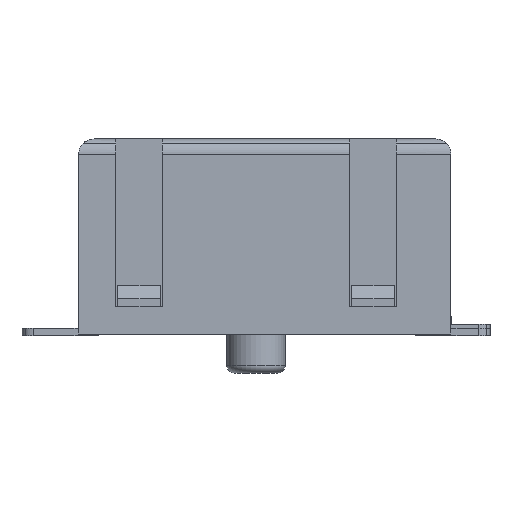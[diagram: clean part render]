
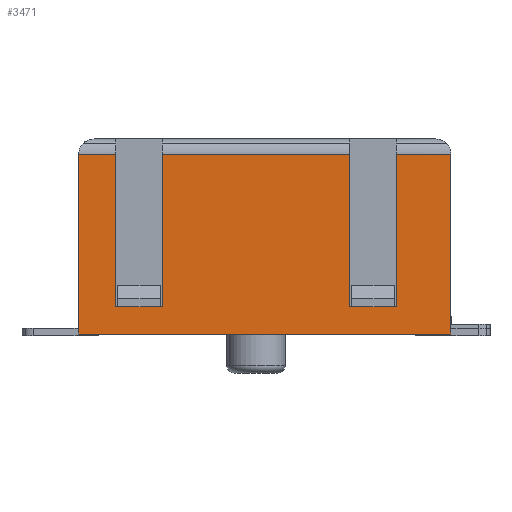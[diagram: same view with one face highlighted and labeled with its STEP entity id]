
A CAD part, left-side view. The second image highlights one B-rep face of the part: STEP entity #3471.
In plain terms, the highlighted planar face has unit normal (-1, 0, 0).
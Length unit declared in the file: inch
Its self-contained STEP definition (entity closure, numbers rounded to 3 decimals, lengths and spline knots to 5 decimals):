
#81 = EDGE_CURVE ( 'NONE', #10039, #10006, #6774, .T. ) ;
#129 = CARTESIAN_POINT ( 'NONE',  ( 2.6878, 2.70043, -0.86807 ) ) ;
#142 = CARTESIAN_POINT ( 'NONE',  ( 2.6878, 2.73783, -0.69878 ) ) ;
#202 = DIRECTION ( 'NONE',  ( 0., -1., 0. ) ) ;
#249 = CARTESIAN_POINT ( 'NONE',  ( 2.6878, 2.73783, -0.71452 ) ) ;
#475 = CARTESIAN_POINT ( 'NONE',  ( 2.6878, 2.46421, -0.86807 ) ) ;
#726 = VECTOR ( 'NONE', #9908, 39.37008 ) ;
#817 = DIRECTION ( 'NONE',  ( 0., 1., 0. ) ) ;
#1243 = VECTOR ( 'NONE', #14538, 39.37008 ) ;
#1373 = EDGE_CURVE ( 'NONE', #15807, #11703, #5329, .T. ) ;
#1615 = CARTESIAN_POINT ( 'NONE',  ( 2.6878, 2.46421, -0.71452 ) ) ;
#1739 = DIRECTION ( 'NONE',  ( 0., 1., 0. ) ) ;
#2095 = LINE ( 'NONE', #2171, #2810 ) ;
#2171 = CARTESIAN_POINT ( 'NONE',  ( 2.6878, 2.36185, -0.89563 ) ) ;
#2204 = LINE ( 'NONE', #14656, #13508 ) ;
#2245 = EDGE_CURVE ( 'NONE', #3574, #11703, #8401, .T. ) ;
#2297 = ORIENTED_EDGE ( 'NONE', *, *, #2652, .F. ) ;
#2453 = EDGE_CURVE ( 'NONE', #2809, #5920, #11146, .T. ) ;
#2458 = ORIENTED_EDGE ( 'NONE', *, *, #9709, .T. ) ;
#2471 = ORIENTED_EDGE ( 'NONE', *, *, #1373, .F. ) ;
#2652 = EDGE_CURVE ( 'NONE', #11861, #2809, #6680, .T. ) ;
#2716 = CARTESIAN_POINT ( 'NONE',  ( 2.6878, 2.41696, -0.86807 ) ) ;
#2809 = VERTEX_POINT ( 'NONE', #7076 ) ;
#2810 = VECTOR ( 'NONE', #14537, 39.37008 ) ;
#3059 = CARTESIAN_POINT ( 'NONE',  ( 2.6878, 2.73783, -0.89563 ) ) ;
#3291 = VECTOR ( 'NONE', #817, 39.37008 ) ;
#3471 = ADVANCED_FACE ( 'NONE', ( #11238 ), #8534, .T. ) ;
#3493 = DIRECTION ( 'NONE',  ( 0., -1., 0. ) ) ;
#3574 = VERTEX_POINT ( 'NONE', #11402 ) ;
#3802 = VERTEX_POINT ( 'NONE', #475 ) ;
#4248 = EDGE_CURVE ( 'NONE', #10039, #11861, #8911, .T. ) ;
#4917 = EDGE_LOOP ( 'NONE', ( #2458, #7165, #2297, #7854, #8206, #6848, #11079, #5768, #9488, #2471, #15796, #14284 ) ) ;
#4918 = EDGE_CURVE ( 'NONE', #7056, #3802, #15274, .T. ) ;
#4994 = CARTESIAN_POINT ( 'NONE',  ( 2.6878, 2.70043, -0.71452 ) ) ;
#5046 = CARTESIAN_POINT ( 'NONE',  ( 2.6878, 2.73783, -0.89563 ) ) ;
#5221 = VECTOR ( 'NONE', #11422, 39.37008 ) ;
#5329 = LINE ( 'NONE', #2716, #8970 ) ;
#5465 = LINE ( 'NONE', #13916, #6262 ) ;
#5667 = CARTESIAN_POINT ( 'NONE',  ( 2.6878, 2.65318, -0.71452 ) ) ;
#5768 = ORIENTED_EDGE ( 'NONE', *, *, #10141, .T. ) ;
#5771 = DIRECTION ( 'NONE',  ( 0., -1., 0. ) ) ;
#5920 = VERTEX_POINT ( 'NONE', #5667 ) ;
#6210 = DIRECTION ( 'NONE',  ( 0., 0., -1. ) ) ;
#6238 = CARTESIAN_POINT ( 'NONE',  ( 2.6878, 2.36185, -0.89563 ) ) ;
#6262 = VECTOR ( 'NONE', #14159, 39.37008 ) ;
#6476 = VECTOR ( 'NONE', #6210, 39.37008 ) ;
#6579 = CARTESIAN_POINT ( 'NONE',  ( 2.6878, 2.70043, -0.71452 ) ) ;
#6680 = LINE ( 'NONE', #129, #15527 ) ;
#6774 = LINE ( 'NONE', #14273, #9183 ) ;
#6848 = ORIENTED_EDGE ( 'NONE', *, *, #12692, .F. ) ;
#6953 = LINE ( 'NONE', #3059, #15321 ) ;
#6960 = CARTESIAN_POINT ( 'NONE',  ( 2.6878, 2.46421, -0.71452 ) ) ;
#7056 = VERTEX_POINT ( 'NONE', #12644 ) ;
#7076 = CARTESIAN_POINT ( 'NONE',  ( 2.6878, 2.65318, -0.86807 ) ) ;
#7165 = ORIENTED_EDGE ( 'NONE', *, *, #2453, .F. ) ;
#7191 = LINE ( 'NONE', #6960, #1243 ) ;
#7634 = CARTESIAN_POINT ( 'NONE',  ( 2.6878, 2.41696, -0.71452 ) ) ;
#7854 = ORIENTED_EDGE ( 'NONE', *, *, #4248, .F. ) ;
#8206 = ORIENTED_EDGE ( 'NONE', *, *, #81, .T. ) ;
#8401 = LINE ( 'NONE', #12002, #3291 ) ;
#8534 = PLANE ( 'NONE',  #10852 ) ;
#8796 = VERTEX_POINT ( 'NONE', #6238 ) ;
#8911 = LINE ( 'NONE', #4994, #6476 ) ;
#8970 = VECTOR ( 'NONE', #13947, 39.37008 ) ;
#9183 = VECTOR ( 'NONE', #1739, 39.37008 ) ;
#9488 = ORIENTED_EDGE ( 'NONE', *, *, #2245, .T. ) ;
#9709 = EDGE_CURVE ( 'NONE', #7056, #5920, #7191, .T. ) ;
#9908 = DIRECTION ( 'NONE',  ( 0., 0., 1. ) ) ;
#10006 = VERTEX_POINT ( 'NONE', #249 ) ;
#10039 = VERTEX_POINT ( 'NONE', #6579 ) ;
#10141 = EDGE_CURVE ( 'NONE', #8796, #3574, #2095, .T. ) ;
#10852 = AXIS2_PLACEMENT_3D ( 'NONE', #142, #13620, #14859 ) ;
#10921 = VERTEX_POINT ( 'NONE', #5046 ) ;
#11079 = ORIENTED_EDGE ( 'NONE', *, *, #12257, .T. ) ;
#11146 = LINE ( 'NONE', #12367, #726 ) ;
#11238 = FACE_OUTER_BOUND ( 'NONE', #4917, .T. ) ;
#11402 = CARTESIAN_POINT ( 'NONE',  ( 2.6878, 2.36185, -0.71452 ) ) ;
#11422 = DIRECTION ( 'NONE',  ( 0., 0., -1. ) ) ;
#11703 = VERTEX_POINT ( 'NONE', #7634 ) ;
#11861 = VERTEX_POINT ( 'NONE', #14079 ) ;
#11909 = CARTESIAN_POINT ( 'NONE',  ( 2.6878, 2.41696, -0.86807 ) ) ;
#12002 = CARTESIAN_POINT ( 'NONE',  ( 2.6878, 2.36185, -0.71452 ) ) ;
#12257 = EDGE_CURVE ( 'NONE', #10921, #8796, #6953, .T. ) ;
#12367 = CARTESIAN_POINT ( 'NONE',  ( 2.6878, 2.65318, -0.86807 ) ) ;
#12455 = EDGE_CURVE ( 'NONE', #3802, #15807, #2204, .T. ) ;
#12644 = CARTESIAN_POINT ( 'NONE',  ( 2.6878, 2.46421, -0.71452 ) ) ;
#12692 = EDGE_CURVE ( 'NONE', #10921, #10006, #5465, .T. ) ;
#13508 = VECTOR ( 'NONE', #3493, 39.37008 ) ;
#13620 = DIRECTION ( 'NONE',  ( -1., 0., 0. ) ) ;
#13916 = CARTESIAN_POINT ( 'NONE',  ( 2.6878, 2.73783, -0.89563 ) ) ;
#13947 = DIRECTION ( 'NONE',  ( 0., 0., 1. ) ) ;
#14079 = CARTESIAN_POINT ( 'NONE',  ( 2.6878, 2.70043, -0.86807 ) ) ;
#14159 = DIRECTION ( 'NONE',  ( 0., 0., 1. ) ) ;
#14273 = CARTESIAN_POINT ( 'NONE',  ( 2.6878, 2.70043, -0.71452 ) ) ;
#14284 = ORIENTED_EDGE ( 'NONE', *, *, #4918, .F. ) ;
#14537 = DIRECTION ( 'NONE',  ( 0., 0., 1. ) ) ;
#14538 = DIRECTION ( 'NONE',  ( 0., 1., 0. ) ) ;
#14656 = CARTESIAN_POINT ( 'NONE',  ( 2.6878, 2.46421, -0.86807 ) ) ;
#14859 = DIRECTION ( 'NONE',  ( 0., 0., 1. ) ) ;
#15274 = LINE ( 'NONE', #1615, #5221 ) ;
#15321 = VECTOR ( 'NONE', #5771, 39.37008 ) ;
#15527 = VECTOR ( 'NONE', #202, 39.37008 ) ;
#15796 = ORIENTED_EDGE ( 'NONE', *, *, #12455, .F. ) ;
#15807 = VERTEX_POINT ( 'NONE', #11909 ) ;
